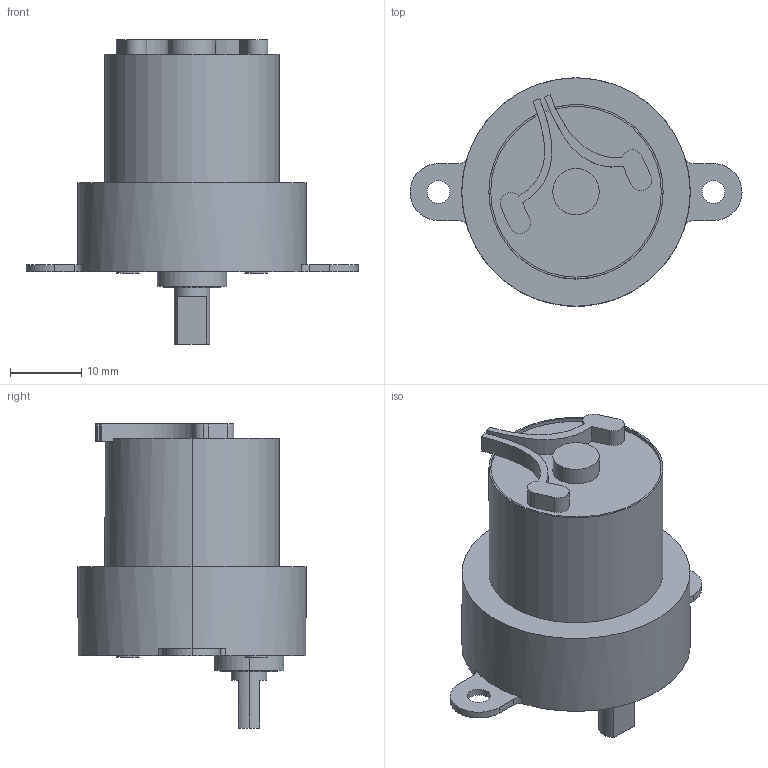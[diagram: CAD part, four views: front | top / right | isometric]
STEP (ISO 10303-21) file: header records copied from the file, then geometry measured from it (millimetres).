
FILE_DESCRIPTION (( 'STEP AP214' ), '1' );
FILE_NAME ('gearedmotor2.STEP', '2019-06-05T09:46:40', ( '' ), ( '' ), 'SwSTEP 2.0', 'SolidWorks 2016', '' );
FILE_SCHEMA (( 'AUTOMOTIVE_DESIGN' ));
Length unit declared in the file: millimetre
Products named in the file (1): gearedmotor2
Bounding box: 46.5 x 32 x 42.6 mm (x, y, z)
Volume: 18851.8 mm3; surface area: 5039.6 mm2
Topology: 1 solids, 1 shells, 243 faces, 654 edges, 436 vertices
Faces by surface type: plane 163, bspline 44, cylinder 36
Entity records: 9702 total; most frequent: CARTESIAN_POINT 3786, ORIENTED_EDGE 1308, DIRECTION 1042, EDGE_CURVE 654, VECTOR 474, LINE 474, VERTEX_POINT 436, AXIS2_PLACEMENT_3D 284
